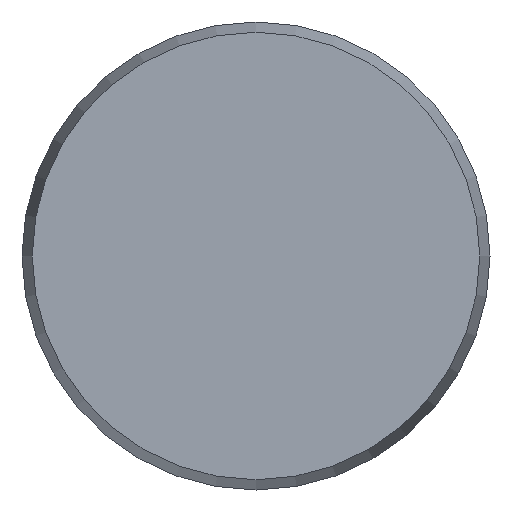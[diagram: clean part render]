
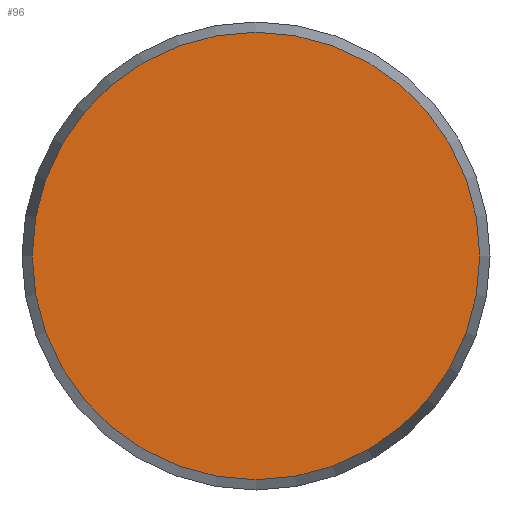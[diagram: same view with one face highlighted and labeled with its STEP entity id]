
A CAD part, front view. The second image highlights one B-rep face of the part: STEP entity #96.
In plain terms, the highlighted planar face has unit normal (0, -1, 0).
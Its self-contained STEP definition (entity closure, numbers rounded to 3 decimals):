
#96 = ADVANCED_FACE( '', ( #222 ), #223, .F. );
#222 = FACE_OUTER_BOUND( '', #409, .T. );
#223 = PLANE( '', #410 );
#409 = EDGE_LOOP( '', ( #603 ) );
#410 = AXIS2_PLACEMENT_3D( '', #604, #605, #606 );
#603 = ORIENTED_EDGE( '', *, *, #867, .T. );
#604 = CARTESIAN_POINT( '', ( 38.25, 0., 0. ) );
#605 = DIRECTION( '', ( 0., 1., 0. ) );
#606 = DIRECTION( '', ( 0., 0., 1. ) );
#867 = EDGE_CURVE( '', #1009, #1009, #1010, .T. );
#1009 = VERTEX_POINT( '', #1217 );
#1010 = CIRCLE( '', #1218, 38.25 );
#1217 = CARTESIAN_POINT( '', ( 0., 0., -38.25 ) );
#1218 = AXIS2_PLACEMENT_3D( '', #1541, #1542, #1543 );
#1541 = CARTESIAN_POINT( '', ( 0., 0., 0. ) );
#1542 = DIRECTION( '', ( 0., -1., 0. ) );
#1543 = DIRECTION( '', ( 0., 0., -1. ) );
